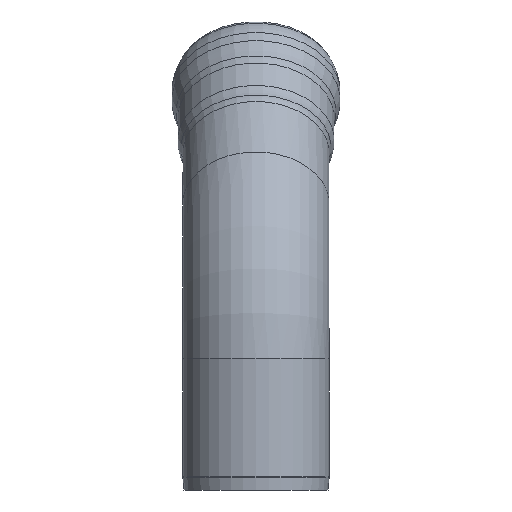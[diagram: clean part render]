
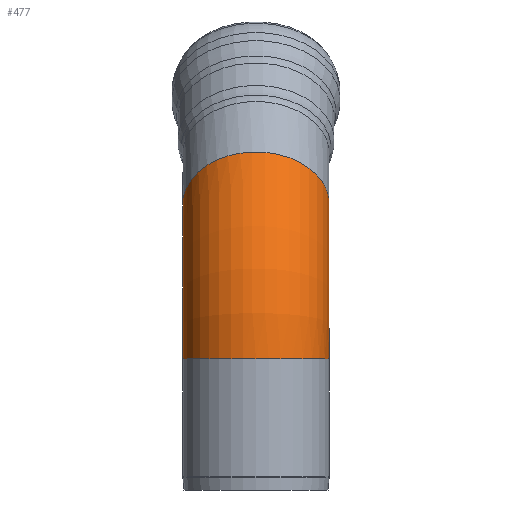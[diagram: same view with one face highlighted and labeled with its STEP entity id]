
A CAD part, left-side view. The second image highlights one B-rep face of the part: STEP entity #477.
In plain terms, the highlighted toroidal (fillet/blend) face has major radius 1335 mm and minor radius 445 mm.
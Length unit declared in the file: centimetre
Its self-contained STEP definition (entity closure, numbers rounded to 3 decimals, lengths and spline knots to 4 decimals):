
#69=FACE_OUTER_BOUND('',#97,.T.);
#97=EDGE_LOOP('',(#342,#343,#344,#345,#346,#347));
#135=CIRCLE('',#526,44.5);
#136=CIRCLE('',#527,89.);
#137=CIRCLE('',#528,44.5);
#138=CIRCLE('',#529,44.5);
#139=CIRCLE('',#530,44.5);
#194=VERTEX_POINT('',#837);
#195=VERTEX_POINT('',#838);
#196=VERTEX_POINT('',#840);
#197=VERTEX_POINT('',#842);
#249=EDGE_CURVE('',#194,#195,#135,.T.);
#250=EDGE_CURVE('',#195,#196,#136,.T.);
#251=EDGE_CURVE('',#196,#197,#137,.T.);
#252=EDGE_CURVE('',#197,#196,#138,.T.);
#253=EDGE_CURVE('',#195,#194,#139,.T.);
#342=ORIENTED_EDGE('',*,*,#249,.T.);
#343=ORIENTED_EDGE('',*,*,#250,.T.);
#344=ORIENTED_EDGE('',*,*,#251,.T.);
#345=ORIENTED_EDGE('',*,*,#252,.T.);
#346=ORIENTED_EDGE('',*,*,#250,.F.);
#347=ORIENTED_EDGE('',*,*,#253,.T.);
#459=TOROIDAL_SURFACE('',#525,133.5,44.5);
#477=ADVANCED_FACE('',(#69),#459,.T.);
#525=AXIS2_PLACEMENT_3D('',#836,#648,#649);
#526=AXIS2_PLACEMENT_3D('',#839,#650,#651);
#527=AXIS2_PLACEMENT_3D('',#841,#652,#653);
#528=AXIS2_PLACEMENT_3D('',#843,#654,#655);
#529=AXIS2_PLACEMENT_3D('',#844,#656,#657);
#530=AXIS2_PLACEMENT_3D('',#845,#658,#659);
#648=DIRECTION('center_axis',(0.,1.,0.));
#649=DIRECTION('ref_axis',(-1.,0.,0.));
#650=DIRECTION('center_axis',(-0.707,0.,
-0.707));
#651=DIRECTION('ref_axis',(0.5,0.707,-0.5));
#652=DIRECTION('center_axis',(0.,-1.,0.));
#653=DIRECTION('ref_axis',(-1.,0.,0.));
#654=DIRECTION('center_axis',(0.,0.,1.));
#655=DIRECTION('ref_axis',(1.,0.,0.));
#656=DIRECTION('center_axis',(0.,0.,1.));
#657=DIRECTION('ref_axis',(1.,0.,0.));
#658=DIRECTION('center_axis',(-0.707,0.,
-0.707));
#659=DIRECTION('ref_axis',(0.5,0.707,-0.5));
#836=CARTESIAN_POINT('Origin',(264.6493,29.5391,66.2529));
#837=CARTESIAN_POINT('',(192.5006,-1.9271,138.4017));
#838=CARTESIAN_POINT('',(201.7168,29.5391,129.1855));
#839=CARTESIAN_POINT('Origin',(170.2506,29.5391,160.6517));
#840=CARTESIAN_POINT('',(175.6493,29.5391,66.2529));
#841=CARTESIAN_POINT('Origin',(264.6493,29.5391,66.2529));
#842=CARTESIAN_POINT('',(86.6493,29.5391,66.2529));
#843=CARTESIAN_POINT('Origin',(131.1493,29.5391,66.2529));
#844=CARTESIAN_POINT('Origin',(131.1493,29.5391,66.2529));
#845=CARTESIAN_POINT('Origin',(170.2506,29.5391,160.6517));
